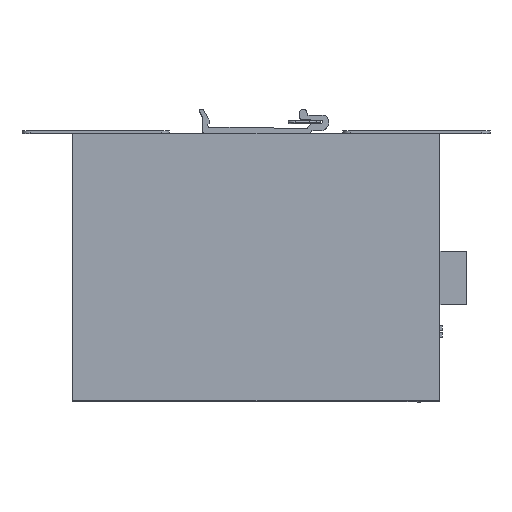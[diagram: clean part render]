
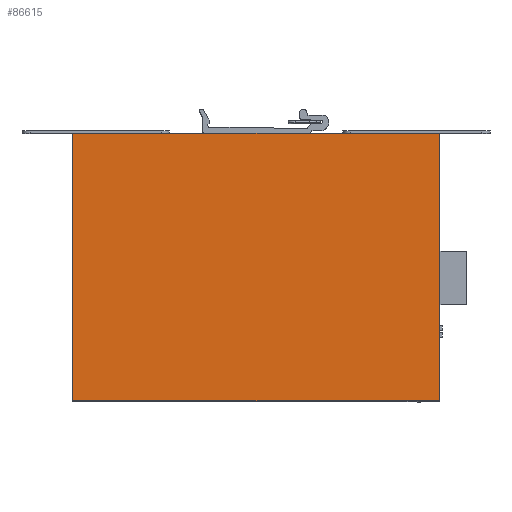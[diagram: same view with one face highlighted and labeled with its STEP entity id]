
A CAD part, top view. The second image highlights one B-rep face of the part: STEP entity #86615.
In plain terms, the highlighted face is planar.
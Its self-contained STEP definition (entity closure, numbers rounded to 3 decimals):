
#78240=DIRECTION('',(-1.,0.,0.));
#78241=VECTOR('',#78240,137.);
#78242=CARTESIAN_POINT('',(68.5,0.,-50.));
#78243=LINE('',#78242,#78241);
#78244=DIRECTION('',(0.,0.,1.));
#78245=VECTOR('',#78244,100.);
#78246=CARTESIAN_POINT('',(-68.5,0.,-50.));
#78247=LINE('',#78246,#78245);
#78248=DIRECTION('',(1.,0.,0.));
#78249=VECTOR('',#78248,137.);
#78250=CARTESIAN_POINT('',(-68.5,0.,50.));
#78251=LINE('',#78250,#78249);
#78252=DIRECTION('',(0.,0.,-1.));
#78253=VECTOR('',#78252,100.);
#78254=CARTESIAN_POINT('',(68.5,0.,50.));
#78255=LINE('',#78254,#78253);
#84520=CARTESIAN_POINT('',(68.5,0.,-50.));
#84521=CARTESIAN_POINT('',(-68.5,0.,-50.));
#84522=VERTEX_POINT('',#84520);
#84523=VERTEX_POINT('',#84521);
#84524=CARTESIAN_POINT('',(-68.5,0.,50.));
#84525=VERTEX_POINT('',#84524);
#84526=CARTESIAN_POINT('',(68.5,0.,50.));
#84527=VERTEX_POINT('',#84526);
#86600=CARTESIAN_POINT('',(0.,0.,0.));
#86601=DIRECTION('',(0.,1.,0.));
#86602=DIRECTION('',(1.,0.,0.));
#86603=AXIS2_PLACEMENT_3D('',#86600,#86601,#86602);
#86604=PLANE('',#86603);
#86606=ORIENTED_EDGE('',*,*,#86605,.T.);
#86608=ORIENTED_EDGE('',*,*,#86607,.T.);
#86610=ORIENTED_EDGE('',*,*,#86609,.T.);
#86612=ORIENTED_EDGE('',*,*,#86611,.T.);
#86613=EDGE_LOOP('',(#86606,#86608,#86610,#86612));
#86614=FACE_OUTER_BOUND('',#86613,.F.);
#86615=ADVANCED_FACE('',(#86614),#86604,.F.);
#86605=EDGE_CURVE('',#84522,#84523,#78243,.T.);
#86607=EDGE_CURVE('',#84523,#84525,#78247,.T.);
#86609=EDGE_CURVE('',#84525,#84527,#78251,.T.);
#86611=EDGE_CURVE('',#84527,#84522,#78255,.T.);
